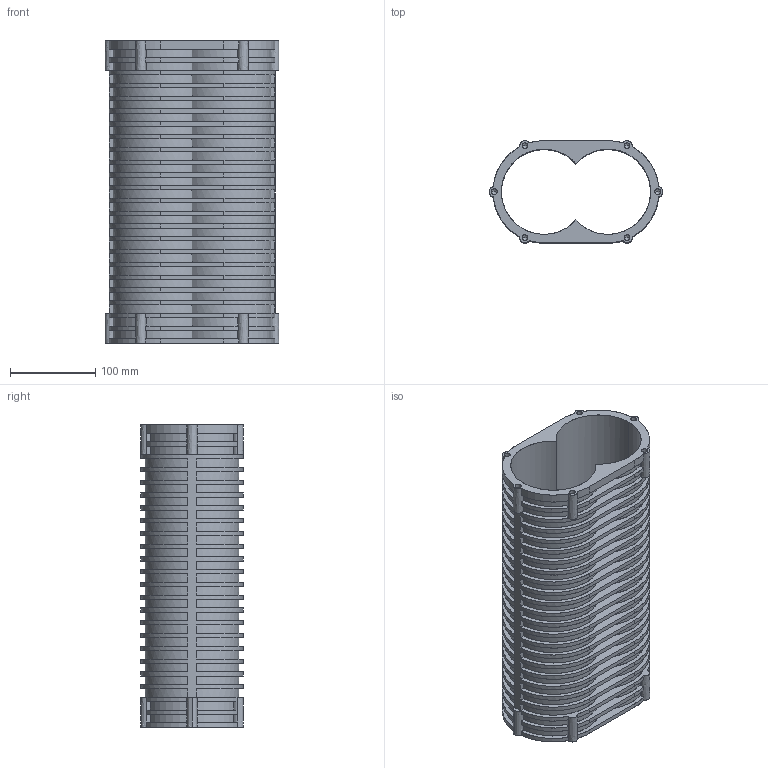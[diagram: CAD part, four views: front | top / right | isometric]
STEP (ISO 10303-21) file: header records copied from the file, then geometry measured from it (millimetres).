
FILE_DESCRIPTION(('FreeCAD Model'),'2;1');
FILE_NAME('Open CASCADE Shape Model','2025-05-04T06:10:40',('FreeCAD'),( 'FreeCAD'),'Open CASCADE STEP processor 7.6','FreeCAD','Unknown');
FILE_SCHEMA(('AUTOMOTIVE_DESIGN { 1 0 10303 214 1 1 1 1 }'));
Products named in the file (1): Open CASCADE STEP translator 7.6 1
Bounding box: 203.45 x 119.68 x 354.04 mm (x, y, z)
Surface area: 520573.8 mm2 (no closed solid volume)
Topology: 0 solids, 511 shells, 511 faces, 11848 edges, 11824 vertices
Faces by surface type: bspline 511
Entity records: 98232 total; most frequent: CARTESIAN_POINT 48773, ORIENTED_EDGE 11824, EDGE_CURVE 11824, VERTEX_POINT 11824, B_SPLINE_CURVE_WITH_KNOTS 11116, FACE_BOUND 526, EDGE_LOOP 526, SHELL_BASED_SURFACE_MODEL 511
